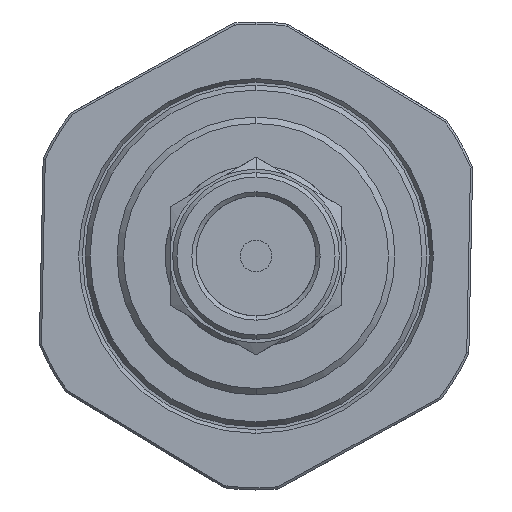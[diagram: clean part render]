
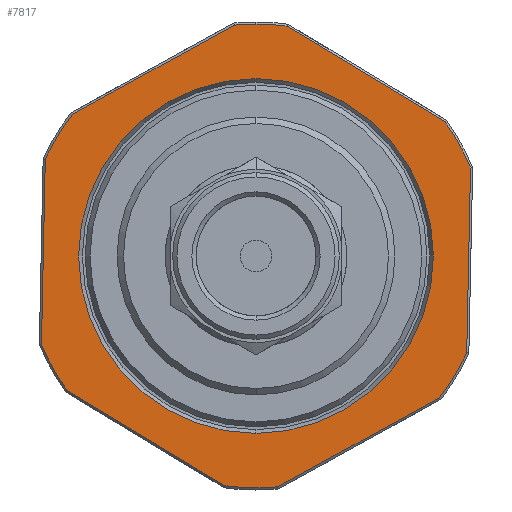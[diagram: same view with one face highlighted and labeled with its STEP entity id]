
A CAD part, front view. The second image highlights one B-rep face of the part: STEP entity #7817.
In plain terms, the highlighted planar face has unit normal (0, -1, 0).
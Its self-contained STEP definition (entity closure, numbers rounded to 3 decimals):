
#58 = VECTOR ( 'NONE', #5026, 1000. ) ;
#66 = ORIENTED_EDGE ( 'NONE', *, *, #3268, .T. ) ;
#79 = DIRECTION ( 'NONE',  ( 0., -1., 0. ) ) ;
#372 = ORIENTED_EDGE ( 'NONE', *, *, #4093, .T. ) ;
#396 = CIRCLE ( 'NONE', #5837, 10.85 ) ;
#414 = EDGE_CURVE ( 'NONE', #4096, #5054, #478, .T. ) ;
#437 = DIRECTION ( 'NONE',  ( 0., 0., 1. ) ) ;
#478 = CIRCLE ( 'NONE', #4913, 10.85 ) ;
#513 = CARTESIAN_POINT ( 'NONE',  ( 0., -17., 0. ) ) ;
#523 = ORIENTED_EDGE ( 'NONE', *, *, #4805, .T. ) ;
#573 = FACE_BOUND ( 'NONE', #6054, .T. ) ;
#632 = CIRCLE ( 'NONE', #3420, 10.85 ) ;
#662 = VERTEX_POINT ( 'NONE', #2611 ) ;
#875 = ORIENTED_EDGE ( 'NONE', *, *, #3582, .T. ) ;
#900 = CARTESIAN_POINT ( 'NONE',  ( 0., -17., 0. ) ) ;
#953 = DIRECTION ( 'NONE',  ( 0., 0., 1. ) ) ;
#1022 = CIRCLE ( 'NONE', #5443, 8.3 ) ;
#1102 = VERTEX_POINT ( 'NONE', #6143 ) ;
#1192 = DIRECTION ( 'NONE',  ( 0., -1., 0. ) ) ;
#1299 = CARTESIAN_POINT ( 'NONE',  ( 8.585, -17., -6.634 ) ) ;
#1323 = LINE ( 'NONE', #3743, #3040 ) ;
#1357 = ORIENTED_EDGE ( 'NONE', *, *, #2187, .T. ) ;
#1374 = DIRECTION ( 'NONE',  ( 0., 0., 1. ) ) ;
#1391 = CARTESIAN_POINT ( 'NONE',  ( -1.009, -17., 10.803 ) ) ;
#1429 = EDGE_CURVE ( 'NONE', #5054, #2711, #5375, .T. ) ;
#1529 = EDGE_CURVE ( 'NONE', #7318, #6837, #7567, .T. ) ;
#1851 = LINE ( 'NONE', #3516, #7344 ) ;
#2063 = ORIENTED_EDGE ( 'NONE', *, *, #2453, .T. ) ;
#2066 = EDGE_CURVE ( 'NONE', #6837, #7622, #1323, .T. ) ;
#2187 = EDGE_CURVE ( 'NONE', #2653, #6995, #6108, .T. ) ;
#2292 = DIRECTION ( 'NONE',  ( 0., 0., 1. ) ) ;
#2332 = CARTESIAN_POINT ( 'NONE',  ( 1.009, -17., -10.803 ) ) ;
#2414 = DIRECTION ( 'NONE',  ( 0., 0., -1. ) ) ;
#2453 = EDGE_CURVE ( 'NONE', #3266, #6436, #3806, .T. ) ;
#2554 = EDGE_CURVE ( 'NONE', #2711, #3266, #632, .T. ) ;
#2555 = DIRECTION ( 'NONE',  ( 0.876, 0., 0.482 ) ) ;
#2611 = CARTESIAN_POINT ( 'NONE',  ( 0., -17., 8.3 ) ) ;
#2613 = LINE ( 'NONE', #4517, #58 ) ;
#2653 = VERTEX_POINT ( 'NONE', #2332 ) ;
#2658 = CARTESIAN_POINT ( 'NONE',  ( 8.851, -17., 6.275 ) ) ;
#2659 = VECTOR ( 'NONE', #4495, 1000. ) ;
#2711 = VERTEX_POINT ( 'NONE', #4275 ) ;
#2942 = AXIS2_PLACEMENT_3D ( 'NONE', #5927, #3631, #3035 ) ;
#2957 = CARTESIAN_POINT ( 'NONE',  ( 0., -17., 0. ) ) ;
#2969 = DIRECTION ( 'NONE',  ( 0., 0., 1. ) ) ;
#3035 = DIRECTION ( 'NONE',  ( 1., 0., 0. ) ) ;
#3040 = VECTOR ( 'NONE', #5601, 1000. ) ;
#3066 = DIRECTION ( 'NONE',  ( 0., 0., 1. ) ) ;
#3072 = DIRECTION ( 'NONE',  ( -0.876, 0., -0.482 ) ) ;
#3087 = EDGE_CURVE ( 'NONE', #662, #4181, #1022, .T. ) ;
#3141 = CARTESIAN_POINT ( 'NONE',  ( 8.603, -17., -6.624 ) ) ;
#3152 = CARTESIAN_POINT ( 'NONE',  ( -8.851, -17., -6.275 ) ) ;
#3175 = EDGE_CURVE ( 'NONE', #5163, #6913, #396, .T. ) ;
#3245 = ORIENTED_EDGE ( 'NONE', *, *, #414, .T. ) ;
#3255 = ORIENTED_EDGE ( 'NONE', *, *, #1429, .T. ) ;
#3266 = VERTEX_POINT ( 'NONE', #6951 ) ;
#3268 = EDGE_CURVE ( 'NONE', #6995, #1102, #5699, .T. ) ;
#3420 = AXIS2_PLACEMENT_3D ( 'NONE', #6531, #3965, #953 ) ;
#3516 = CARTESIAN_POINT ( 'NONE',  ( -8.603, -17., 6.624 ) ) ;
#3540 = DIRECTION ( 'NONE',  ( 0., 0., 1. ) ) ;
#3551 = VECTOR ( 'NONE', #2555, 1000. ) ;
#3582 = EDGE_CURVE ( 'NONE', #6913, #7318, #6753, .T. ) ;
#3596 = FACE_OUTER_BOUND ( 'NONE', #4255, .T. ) ;
#3631 = DIRECTION ( 'NONE',  ( 0., 1., 0. ) ) ;
#3743 = CARTESIAN_POINT ( 'NONE',  ( -1.435, -17., -10.763 ) ) ;
#3774 = VECTOR ( 'NONE', #5454, 1000. ) ;
#3806 = CIRCLE ( 'NONE', #5829, 10.85 ) ;
#3965 = DIRECTION ( 'NONE',  ( 0., -1., 0. ) ) ;
#3977 = ORIENTED_EDGE ( 'NONE', *, *, #7116, .T. ) ;
#4024 = AXIS2_PLACEMENT_3D ( 'NONE', #2957, #7718, #2292 ) ;
#4078 = ORIENTED_EDGE ( 'NONE', *, *, #3175, .T. ) ;
#4093 = EDGE_CURVE ( 'NONE', #6436, #5163, #1851, .T. ) ;
#4096 = VERTEX_POINT ( 'NONE', #5332 ) ;
#4116 = CARTESIAN_POINT ( 'NONE',  ( 0., -17., 0. ) ) ;
#4181 = VERTEX_POINT ( 'NONE', #4188 ) ;
#4188 = CARTESIAN_POINT ( 'NONE',  ( 0., -17., -8.3 ) ) ;
#4228 = PLANE ( 'NONE',  #2942 ) ;
#4255 = EDGE_LOOP ( 'NONE', ( #5700, #523, #1357, #66, #3977, #3245, #3255, #4308, #2063, #372, #4078, #875, #4290 ) ) ;
#4274 = CARTESIAN_POINT ( 'NONE',  ( 1.435, -17., 10.763 ) ) ;
#4275 = CARTESIAN_POINT ( 'NONE',  ( 1.453, -17., 10.752 ) ) ;
#4290 = ORIENTED_EDGE ( 'NONE', *, *, #1529, .T. ) ;
#4308 = ORIENTED_EDGE ( 'NONE', *, *, #2554, .T. ) ;
#4495 = DIRECTION ( 'NONE',  ( -0.021, 0., -1. ) ) ;
#4517 = CARTESIAN_POINT ( 'NONE',  ( 10.039, -17., 4.139 ) ) ;
#4725 = CARTESIAN_POINT ( 'NONE',  ( 0., -17., 0. ) ) ;
#4805 = EDGE_CURVE ( 'NONE', #7622, #2653, #7356, .T. ) ;
#4913 = AXIS2_PLACEMENT_3D ( 'NONE', #513, #7172, #437 ) ;
#4931 = AXIS2_PLACEMENT_3D ( 'NONE', #7693, #79, #2969 ) ;
#5026 = DIRECTION ( 'NONE',  ( 0.021, 0., 1. ) ) ;
#5054 = VERTEX_POINT ( 'NONE', #2658 ) ;
#5131 = DIRECTION ( 'NONE',  ( 0., -1., 0. ) ) ;
#5163 = VERTEX_POINT ( 'NONE', #7764 ) ;
#5273 = CARTESIAN_POINT ( 'NONE',  ( 0., -17., 0. ) ) ;
#5332 = CARTESIAN_POINT ( 'NONE',  ( 10.038, -17., 4.118 ) ) ;
#5355 = CIRCLE ( 'NONE', #7649, 8.3 ) ;
#5375 = LINE ( 'NONE', #4274, #3774 ) ;
#5443 = AXIS2_PLACEMENT_3D ( 'NONE', #6440, #5131, #7638 ) ;
#5454 = DIRECTION ( 'NONE',  ( -0.856, 0., 0.518 ) ) ;
#5601 = DIRECTION ( 'NONE',  ( 0.856, 0., -0.518 ) ) ;
#5611 = DIRECTION ( 'NONE',  ( 0., -1., 0. ) ) ;
#5639 = CARTESIAN_POINT ( 'NONE',  ( -10.039, -17., -4.139 ) ) ;
#5699 = CIRCLE ( 'NONE', #4931, 10.85 ) ;
#5700 = ORIENTED_EDGE ( 'NONE', *, *, #2066, .T. ) ;
#5829 = AXIS2_PLACEMENT_3D ( 'NONE', #5273, #1192, #3540 ) ;
#5837 = AXIS2_PLACEMENT_3D ( 'NONE', #4725, #5959, #3066 ) ;
#5927 = CARTESIAN_POINT ( 'NONE',  ( 0., -17., 0. ) ) ;
#5959 = DIRECTION ( 'NONE',  ( 0., -1., 0. ) ) ;
#6054 = EDGE_LOOP ( 'NONE', ( #6629, #6073 ) ) ;
#6073 = ORIENTED_EDGE ( 'NONE', *, *, #3087, .F. ) ;
#6108 = LINE ( 'NONE', #3141, #3551 ) ;
#6143 = CARTESIAN_POINT ( 'NONE',  ( 9.86, -17., -4.528 ) ) ;
#6436 = VERTEX_POINT ( 'NONE', #1391 ) ;
#6440 = CARTESIAN_POINT ( 'NONE',  ( 0., -17., 0. ) ) ;
#6531 = CARTESIAN_POINT ( 'NONE',  ( 0., -17., 0. ) ) ;
#6629 = ORIENTED_EDGE ( 'NONE', *, *, #6659, .F. ) ;
#6651 = DIRECTION ( 'NONE',  ( 0., -1., 0. ) ) ;
#6659 = EDGE_CURVE ( 'NONE', #4181, #662, #5355, .T. ) ;
#6753 = LINE ( 'NONE', #5639, #2659 ) ;
#6813 = CARTESIAN_POINT ( 'NONE',  ( -1.453, -17., -10.752 ) ) ;
#6837 = VERTEX_POINT ( 'NONE', #3152 ) ;
#6913 = VERTEX_POINT ( 'NONE', #7396 ) ;
#6951 = CARTESIAN_POINT ( 'NONE',  ( 0., -17., 10.85 ) ) ;
#6987 = AXIS2_PLACEMENT_3D ( 'NONE', #900, #5611, #1374 ) ;
#6995 = VERTEX_POINT ( 'NONE', #1299 ) ;
#7116 = EDGE_CURVE ( 'NONE', #1102, #4096, #2613, .T. ) ;
#7164 = CARTESIAN_POINT ( 'NONE',  ( -10.038, -17., -4.118 ) ) ;
#7172 = DIRECTION ( 'NONE',  ( 0., -1., 0. ) ) ;
#7318 = VERTEX_POINT ( 'NONE', #7164 ) ;
#7344 = VECTOR ( 'NONE', #3072, 1000. ) ;
#7356 = CIRCLE ( 'NONE', #6987, 10.85 ) ;
#7396 = CARTESIAN_POINT ( 'NONE',  ( -9.86, -17., 4.528 ) ) ;
#7567 = CIRCLE ( 'NONE', #4024, 10.85 ) ;
#7622 = VERTEX_POINT ( 'NONE', #6813 ) ;
#7638 = DIRECTION ( 'NONE',  ( 0., 0., -1. ) ) ;
#7649 = AXIS2_PLACEMENT_3D ( 'NONE', #4116, #6651, #2414 ) ;
#7693 = CARTESIAN_POINT ( 'NONE',  ( 0., -17., 0. ) ) ;
#7718 = DIRECTION ( 'NONE',  ( 0., -1., 0. ) ) ;
#7764 = CARTESIAN_POINT ( 'NONE',  ( -8.585, -17., 6.634 ) ) ;
#7817 = ADVANCED_FACE ( 'NONE', ( #3596, #573 ), #4228, .F. ) ;
